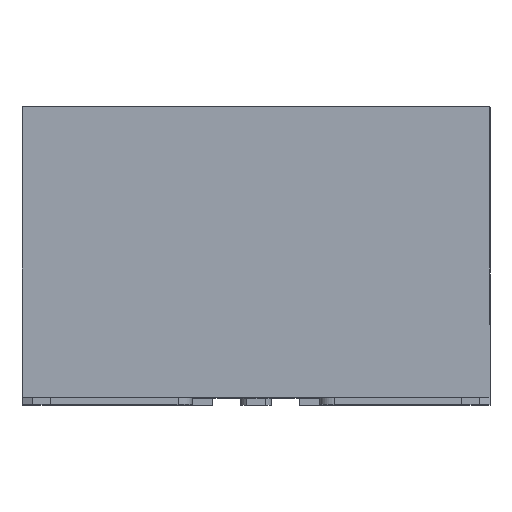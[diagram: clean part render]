
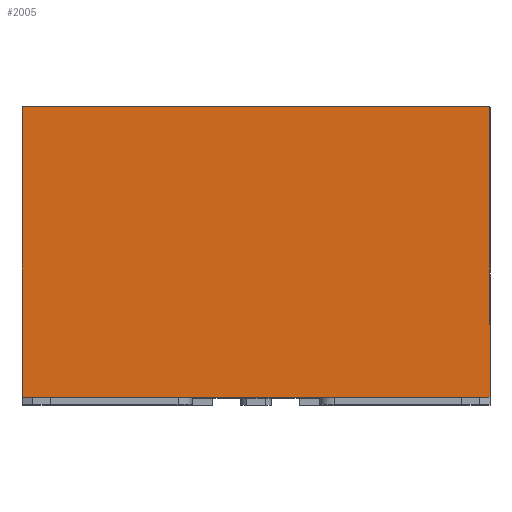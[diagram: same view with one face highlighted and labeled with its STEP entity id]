
A CAD part, top view. The second image highlights one B-rep face of the part: STEP entity #2005.
In plain terms, the highlighted planar face has unit normal (0, 0, 1).
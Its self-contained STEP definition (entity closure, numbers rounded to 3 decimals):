
#687 = EDGE_CURVE ( 'NONE', #5970, #7476, #6804, .T. ) ;
#1243 = CARTESIAN_POINT ( 'NONE',  ( -1.65, 2.1, 2. ) ) ;
#1543 = DIRECTION ( 'NONE',  ( -1., 0., 0. ) ) ;
#1899 = ORIENTED_EDGE ( 'NONE', *, *, #3040, .F. ) ;
#2003 = ORIENTED_EDGE ( 'NONE', *, *, #687, .T. ) ;
#2005 = ADVANCED_FACE ( 'NONE', ( #5531 ), #4187, .F. ) ;
#2433 = CARTESIAN_POINT ( 'NONE',  ( -1.65, 9.386, 2. ) ) ;
#2767 = EDGE_CURVE ( 'NONE', #5970, #4789, #7362, .T. ) ;
#3040 = EDGE_CURVE ( 'NONE', #4789, #7583, #4784, .T. ) ;
#3128 = DIRECTION ( 'NONE',  ( 0., -1., 0. ) ) ;
#3183 = CARTESIAN_POINT ( 'NONE',  ( -1.65, 0.05, 2. ) ) ;
#3388 = VECTOR ( 'NONE', #4682, 1000. ) ;
#3476 = DIRECTION ( 'NONE',  ( 1., 0., 0. ) ) ;
#4117 = EDGE_CURVE ( 'NONE', #7476, #7583, #6126, .T. ) ;
#4187 = PLANE ( 'NONE',  #6399 ) ;
#4681 = ORIENTED_EDGE ( 'NONE', *, *, #2767, .F. ) ;
#4682 = DIRECTION ( 'NONE',  ( 1., 0., 0. ) ) ;
#4784 = LINE ( 'NONE', #7958, #4989 ) ;
#4789 = VERTEX_POINT ( 'NONE', #6957 ) ;
#4837 = CARTESIAN_POINT ( 'NONE',  ( -1.65, 9.386, 2. ) ) ;
#4989 = VECTOR ( 'NONE', #8614, 1000. ) ;
#5491 = EDGE_LOOP ( 'NONE', ( #4681, #2003, #6908, #1899 ) ) ;
#5531 = FACE_OUTER_BOUND ( 'NONE', #5491, .T. ) ;
#5532 = DIRECTION ( 'NONE',  ( 0., 0., -1. ) ) ;
#5970 = VERTEX_POINT ( 'NONE', #1243 ) ;
#6121 = CARTESIAN_POINT ( 'NONE',  ( -1.65, 2.1, 2. ) ) ;
#6126 = LINE ( 'NONE', #6684, #3388 ) ;
#6399 = AXIS2_PLACEMENT_3D ( 'NONE', #4837, #5532, #1543 ) ;
#6684 = CARTESIAN_POINT ( 'NONE',  ( -1.65, 0.05, 2. ) ) ;
#6804 = LINE ( 'NONE', #2433, #7069 ) ;
#6908 = ORIENTED_EDGE ( 'NONE', *, *, #4117, .T. ) ;
#6957 = CARTESIAN_POINT ( 'NONE',  ( 1.65, 2.1, 2. ) ) ;
#7069 = VECTOR ( 'NONE', #3128, 1000. ) ;
#7362 = LINE ( 'NONE', #6121, #7391 ) ;
#7391 = VECTOR ( 'NONE', #3476, 1000. ) ;
#7476 = VERTEX_POINT ( 'NONE', #3183 ) ;
#7583 = VERTEX_POINT ( 'NONE', #7955 ) ;
#7955 = CARTESIAN_POINT ( 'NONE',  ( 1.65, 0.05, 2. ) ) ;
#7958 = CARTESIAN_POINT ( 'NONE',  ( 1.65, 9.386, 2. ) ) ;
#8614 = DIRECTION ( 'NONE',  ( 0., -1., 0. ) ) ;
